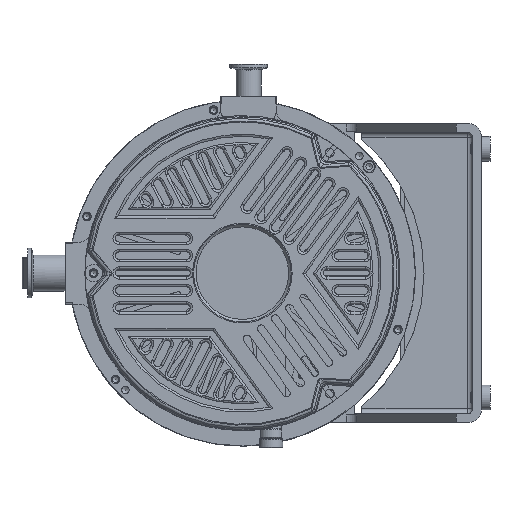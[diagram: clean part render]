
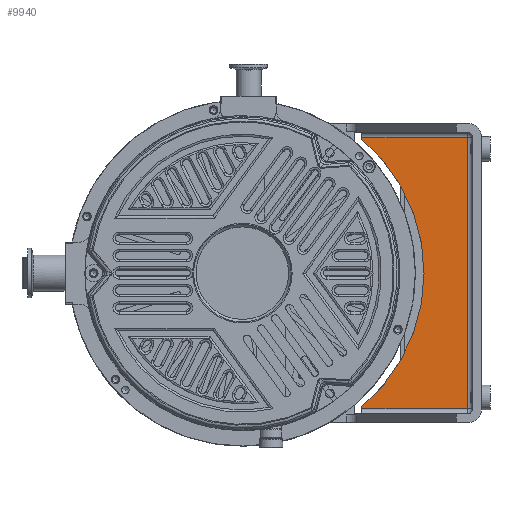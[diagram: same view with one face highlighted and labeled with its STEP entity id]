
A CAD part, left-side view. The second image highlights one B-rep face of the part: STEP entity #9940.
In plain terms, the highlighted planar face has unit normal (-1, 0, 0).
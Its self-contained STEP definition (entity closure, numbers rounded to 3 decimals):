
#9940=ADVANCED_FACE('',(#22962),#22964,.F.);
#22962=FACE_BOUND('',#22963,.T.);
#22963=EDGE_LOOP('',(#32172,#32173,#32174,#32175,#32176,#32177));
#22964=PLANE('',#22965);
#22965=AXIS2_PLACEMENT_3D('',#22966,#22967,#22968);
#22966=CARTESIAN_POINT('',(111.5,-126.,0.));
#22967=DIRECTION('',(1.,0.,0.));
#22968=DIRECTION('',(0.,0.,-1.));
#32172=ORIENTED_EDGE('',*,*,#37772,.F.);
#32173=ORIENTED_EDGE('',*,*,#37773,.F.);
#32174=ORIENTED_EDGE('',*,*,#37774,.F.);
#32175=ORIENTED_EDGE('',*,*,#37759,.T.);
#32176=ORIENTED_EDGE('',*,*,#37771,.T.);
#32177=ORIENTED_EDGE('',*,*,#37775,.T.);
#37759=EDGE_CURVE('',#44036,#44040,#44042,.T.);
#37771=EDGE_CURVE('',#44040,#44060,#44062,.T.);
#37772=EDGE_CURVE('',#44063,#44064,#44065,.T.);
#37773=EDGE_CURVE('',#44066,#44063,#44067,.T.);
#37774=EDGE_CURVE('',#44036,#44066,#44068,.T.);
#37775=EDGE_CURVE('',#44060,#44064,#44069,.T.);
#44036=VERTEX_POINT('',#63910);
#44040=VERTEX_POINT('',#63919);
#44042=LINE('',#63924,#63925);
#44060=VERTEX_POINT('',#63969);
#44062=LINE('',#63974,#63975);
#44063=VERTEX_POINT('',#63977);
#44064=VERTEX_POINT('',#63978);
#44065=LINE('',#63979,#63980);
#44066=VERTEX_POINT('',#63982);
#44067=CIRCLE('',#63983,140.);
#44068=LINE('',#63987,#63988);
#44069=LINE('',#63990,#63991);
#63910=CARTESIAN_POINT('',(111.5,-96.,-109.));
#63919=CARTESIAN_POINT('',(111.5,-181.,-109.));
#63924=CARTESIAN_POINT('',(111.5,-96.,-109.));
#63925=VECTOR('',#63926,1.);
#63926=DIRECTION('',(0.,-1.,0.));
#63969=CARTESIAN_POINT('',(111.5,-181.,109.));
#63974=CARTESIAN_POINT('',(111.5,-181.,-109.));
#63975=VECTOR('',#63976,1.);
#63976=DIRECTION('',(0.,0.,1.));
#63977=CARTESIAN_POINT('',(111.5,-96.,107.238));
#63978=CARTESIAN_POINT('',(111.5,-96.,109.));
#63979=CARTESIAN_POINT('',(111.5,-96.,107.238));
#63980=VECTOR('',#63981,1.);
#63981=DIRECTION('',(0.,0.,1.));
#63982=CARTESIAN_POINT('',(111.5,-96.,-107.238));
#63983=AXIS2_PLACEMENT_3D('',#63984,#63985,#63986);
#63984=CARTESIAN_POINT('',(111.5,-6.,0.));
#63985=DIRECTION('',(-1.,0.,0.));
#63986=DIRECTION('',(0.,-0.643,-0.766));
#63987=CARTESIAN_POINT('',(111.5,-96.,-109.));
#63988=VECTOR('',#63989,1.);
#63989=DIRECTION('',(0.,0.,1.));
#63990=CARTESIAN_POINT('',(111.5,-181.,109.));
#63991=VECTOR('',#63992,1.);
#63992=DIRECTION('',(0.,1.,0.));
